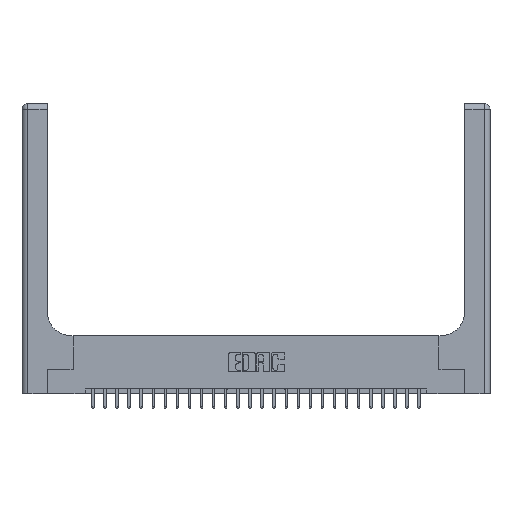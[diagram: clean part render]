
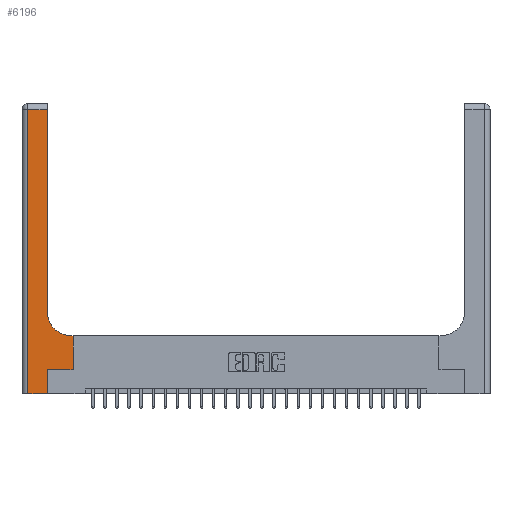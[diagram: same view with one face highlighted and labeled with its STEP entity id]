
A CAD part, top view. The second image highlights one B-rep face of the part: STEP entity #6196.
In plain terms, the highlighted planar face has unit normal (0, 0, 1).
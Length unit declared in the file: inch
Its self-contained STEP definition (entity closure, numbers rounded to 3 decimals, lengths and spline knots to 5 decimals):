
#52 = CARTESIAN_POINT ( 'NONE',  ( 0.265, 0., 0.37 ) ) ;
#529 = CARTESIAN_POINT ( 'NONE',  ( 0.51, 0.6, 0.37 ) ) ;
#943 = CARTESIAN_POINT ( 'NONE',  ( 0.26, 0.6, 0.37 ) ) ;
#954 = VECTOR ( 'NONE', #4883, 39.37008 ) ;
#1017 = EDGE_CURVE ( 'NONE', #13215, #13189, #7321, .T. ) ;
#1725 = DIRECTION ( 'NONE',  ( 1., 0., 0. ) ) ;
#2531 = CARTESIAN_POINT ( 'NONE',  ( 0.265, 0.25, 0.37 ) ) ;
#2689 = DIRECTION ( 'NONE',  ( 1., 0., 0. ) ) ;
#2705 = VERTEX_POINT ( 'NONE', #19454 ) ;
#3125 = LINE ( 'NONE', #10554, #8908 ) ;
#3638 = AXIS2_PLACEMENT_3D ( 'NONE', #24304, #12575, #6501 ) ;
#3959 = CARTESIAN_POINT ( 'NONE',  ( 0.06, 2.94, 0.37 ) ) ;
#4641 = FACE_OUTER_BOUND ( 'NONE', #16912, .T. ) ;
#4883 = DIRECTION ( 'NONE',  ( -1., 0., 0. ) ) ;
#4888 = ORIENTED_EDGE ( 'NONE', *, *, #11192, .T. ) ;
#4937 = VECTOR ( 'NONE', #20162, 39.37008 ) ;
#5017 = ORIENTED_EDGE ( 'NONE', *, *, #10153, .T. ) ;
#5954 = CARTESIAN_POINT ( 'NONE',  ( 0.528, 0.25, 0.37 ) ) ;
#6019 = VERTEX_POINT ( 'NONE', #17638 ) ;
#6196 = ADVANCED_FACE ( 'NONE', ( #4641 ), #20278, .F. ) ;
#6308 = VERTEX_POINT ( 'NONE', #529 ) ;
#6501 = DIRECTION ( 'NONE',  ( -1., 0., 0. ) ) ;
#6730 = LINE ( 'NONE', #23914, #21135 ) ;
#7321 = LINE ( 'NONE', #16676, #22954 ) ;
#7353 = VECTOR ( 'NONE', #8620, 39.37008 ) ;
#7595 = LINE ( 'NONE', #17061, #13105 ) ;
#7679 = VECTOR ( 'NONE', #21632, 39.37008 ) ;
#7907 = CARTESIAN_POINT ( 'NONE',  ( 0.528, 0.25, 0.37 ) ) ;
#8620 = DIRECTION ( 'NONE',  ( -1., 0., 0. ) ) ;
#8908 = VECTOR ( 'NONE', #2689, 39.37008 ) ;
#9290 = ORIENTED_EDGE ( 'NONE', *, *, #14062, .T. ) ;
#9738 = EDGE_CURVE ( 'NONE', #17193, #13215, #3125, .T. ) ;
#10153 = EDGE_CURVE ( 'NONE', #22006, #17193, #6730, .T. ) ;
#10165 = CARTESIAN_POINT ( 'NONE',  ( 0.265, 0.25, 0.37 ) ) ;
#10554 = CARTESIAN_POINT ( 'NONE',  ( 0., 0., 0.37 ) ) ;
#11192 = EDGE_CURVE ( 'NONE', #6019, #2705, #7595, .T. ) ;
#11394 = CARTESIAN_POINT ( 'NONE',  ( 0.51, 0.85, 0.37 ) ) ;
#12348 = ORIENTED_EDGE ( 'NONE', *, *, #20344, .T. ) ;
#12575 = DIRECTION ( 'NONE',  ( 0., 0., -1. ) ) ;
#12576 = LINE ( 'NONE', #20353, #7353 ) ;
#12761 = DIRECTION ( 'NONE',  ( 0., 1., 0. ) ) ;
#12977 = ORIENTED_EDGE ( 'NONE', *, *, #20498, .T. ) ;
#13070 = DIRECTION ( 'NONE',  ( 0., 1., 0. ) ) ;
#13105 = VECTOR ( 'NONE', #13070, 39.37008 ) ;
#13189 = VERTEX_POINT ( 'NONE', #10165 ) ;
#13215 = VERTEX_POINT ( 'NONE', #52 ) ;
#14062 = EDGE_CURVE ( 'NONE', #6308, #6019, #19400, .T. ) ;
#14660 = ORIENTED_EDGE ( 'NONE', *, *, #9738, .T. ) ;
#15068 = AXIS2_PLACEMENT_3D ( 'NONE', #11394, #22963, #1725 ) ;
#16165 = CARTESIAN_POINT ( 'NONE',  ( 0.528, 0.6, 0.37 ) ) ;
#16544 = ORIENTED_EDGE ( 'NONE', *, *, #1017, .T. ) ;
#16676 = CARTESIAN_POINT ( 'NONE',  ( 0.265, 0., 0.37 ) ) ;
#16912 = EDGE_LOOP ( 'NONE', ( #4888, #18989, #5017, #14660, #16544, #12348, #22313, #12977, #9290 ) ) ;
#17061 = CARTESIAN_POINT ( 'NONE',  ( 0.26, 3., 0.37 ) ) ;
#17193 = VERTEX_POINT ( 'NONE', #22796 ) ;
#17486 = LINE ( 'NONE', #943, #954 ) ;
#17638 = CARTESIAN_POINT ( 'NONE',  ( 0.26, 0.85, 0.37 ) ) ;
#18217 = VERTEX_POINT ( 'NONE', #7907 ) ;
#18989 = ORIENTED_EDGE ( 'NONE', *, *, #20973, .T. ) ;
#19400 = CIRCLE ( 'NONE', #15068, 0.25 ) ;
#19454 = CARTESIAN_POINT ( 'NONE',  ( 0.26, 2.94, 0.37 ) ) ;
#19977 = LINE ( 'NONE', #2531, #4937 ) ;
#20162 = DIRECTION ( 'NONE',  ( 1., 0., 0. ) ) ;
#20188 = EDGE_CURVE ( 'NONE', #18217, #20689, #23936, .T. ) ;
#20278 = PLANE ( 'NONE',  #3638 ) ;
#20344 = EDGE_CURVE ( 'NONE', #13189, #18217, #19977, .T. ) ;
#20353 = CARTESIAN_POINT ( 'NONE',  ( 0., 2.94, 0.37 ) ) ;
#20498 = EDGE_CURVE ( 'NONE', #20689, #6308, #17486, .T. ) ;
#20689 = VERTEX_POINT ( 'NONE', #16165 ) ;
#20973 = EDGE_CURVE ( 'NONE', #2705, #22006, #12576, .T. ) ;
#21135 = VECTOR ( 'NONE', #21768, 39.37008 ) ;
#21632 = DIRECTION ( 'NONE',  ( 0., 1., 0. ) ) ;
#21768 = DIRECTION ( 'NONE',  ( 0., -1., 0. ) ) ;
#22006 = VERTEX_POINT ( 'NONE', #3959 ) ;
#22313 = ORIENTED_EDGE ( 'NONE', *, *, #20188, .T. ) ;
#22796 = CARTESIAN_POINT ( 'NONE',  ( 0.06, 0., 0.37 ) ) ;
#22954 = VECTOR ( 'NONE', #12761, 39.37008 ) ;
#22963 = DIRECTION ( 'NONE',  ( 0., 0., -1. ) ) ;
#23914 = CARTESIAN_POINT ( 'NONE',  ( 0.06, 3., 0.37 ) ) ;
#23936 = LINE ( 'NONE', #5954, #7679 ) ;
#24304 = CARTESIAN_POINT ( 'NONE',  ( 0., 3., 0.37 ) ) ;
